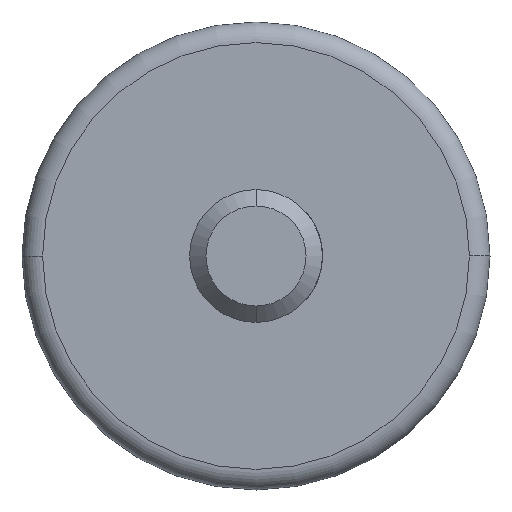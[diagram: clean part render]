
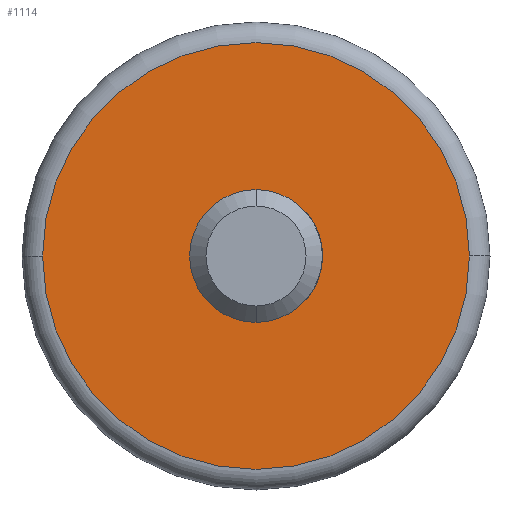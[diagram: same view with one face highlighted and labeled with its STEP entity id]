
A CAD part, front view. The second image highlights one B-rep face of the part: STEP entity #1114.
In plain terms, the highlighted planar face has unit normal (0, -1, 0).
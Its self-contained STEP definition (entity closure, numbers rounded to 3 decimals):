
#25 = AXIS2_PLACEMENT_3D ( 'NONE', #162, #554, #636 ) ;
#43 = AXIS2_PLACEMENT_3D ( 'NONE', #1293, #801, #1088 ) ;
#121 = EDGE_CURVE ( 'NONE', #134, #406, #874, .T. ) ;
#134 = VERTEX_POINT ( 'NONE', #204 ) ;
#162 = CARTESIAN_POINT ( 'NONE',  ( 2.413, 0., 0. ) ) ;
#184 = ORIENTED_EDGE ( 'NONE', *, *, #121, .T. ) ;
#201 = VERTEX_POINT ( 'NONE', #621 ) ;
#204 = CARTESIAN_POINT ( 'NONE',  ( 10.163, 0., 0. ) ) ;
#250 = EDGE_LOOP ( 'NONE', ( #553, #551 ) ) ;
#282 = EDGE_LOOP ( 'NONE', ( #1260, #184 ) ) ;
#300 = DIRECTION ( 'NONE',  ( 0., -1., 0. ) ) ;
#331 = EDGE_CURVE ( 'NONE', #201, #357, #474, .T. ) ;
#357 = VERTEX_POINT ( 'NONE', #772 ) ;
#406 = VERTEX_POINT ( 'NONE', #1074 ) ;
#428 = DIRECTION ( 'NONE',  ( -1., 0., 0. ) ) ;
#434 = CIRCLE ( 'NONE', #43, 2.155 ) ;
#458 = EDGE_CURVE ( 'NONE', #357, #201, #434, .T. ) ;
#460 = DIRECTION ( 'NONE',  ( -1., 0., 0. ) ) ;
#474 = CIRCLE ( 'NONE', #638, 2.155 ) ;
#551 = ORIENTED_EDGE ( 'NONE', *, *, #331, .T. ) ;
#553 = ORIENTED_EDGE ( 'NONE', *, *, #458, .T. ) ;
#554 = DIRECTION ( 'NONE',  ( 0., -1., 0. ) ) ;
#621 = CARTESIAN_POINT ( 'NONE',  ( 4.568, 0., 0. ) ) ;
#629 = FACE_OUTER_BOUND ( 'NONE', #282, .T. ) ;
#636 = DIRECTION ( 'NONE',  ( -1., 0., 0. ) ) ;
#638 = AXIS2_PLACEMENT_3D ( 'NONE', #930, #842, #428 ) ;
#753 = EDGE_CURVE ( 'NONE', #406, #134, #791, .T. ) ;
#772 = CARTESIAN_POINT ( 'NONE',  ( 0.258, 0., 0. ) ) ;
#791 = CIRCLE ( 'NONE', #25, 7.75 ) ;
#801 = DIRECTION ( 'NONE',  ( 0., 1., 0. ) ) ;
#842 = DIRECTION ( 'NONE',  ( 0., 1., 0. ) ) ;
#874 = CIRCLE ( 'NONE', #1171, 7.75 ) ;
#930 = CARTESIAN_POINT ( 'NONE',  ( 2.413, 0., 0. ) ) ;
#1006 = DIRECTION ( 'NONE',  ( -1., 0., 0. ) ) ;
#1041 = DIRECTION ( 'NONE',  ( 0., 1., 0. ) ) ;
#1070 = PLANE ( 'NONE',  #1186 ) ;
#1074 = CARTESIAN_POINT ( 'NONE',  ( -5.337, 0., 0. ) ) ;
#1088 = DIRECTION ( 'NONE',  ( -1., 0., 0. ) ) ;
#1114 = ADVANCED_FACE ( 'NONE', ( #629, #1151 ), #1070, .F. ) ;
#1151 = FACE_BOUND ( 'NONE', #250, .T. ) ;
#1171 = AXIS2_PLACEMENT_3D ( 'NONE', #1209, #300, #1006 ) ;
#1186 = AXIS2_PLACEMENT_3D ( 'NONE', #1251, #1041, #460 ) ;
#1209 = CARTESIAN_POINT ( 'NONE',  ( 2.413, 0., 0. ) ) ;
#1251 = CARTESIAN_POINT ( 'NONE',  ( 0., 0., 0. ) ) ;
#1260 = ORIENTED_EDGE ( 'NONE', *, *, #753, .T. ) ;
#1293 = CARTESIAN_POINT ( 'NONE',  ( 2.413, 0., 0. ) ) ;
